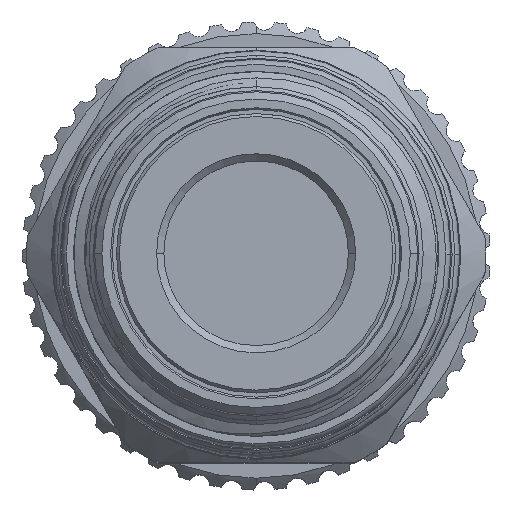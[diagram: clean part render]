
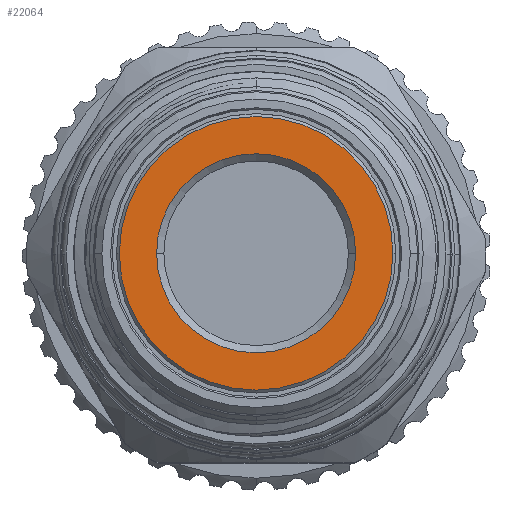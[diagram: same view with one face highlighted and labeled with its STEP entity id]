
A CAD part, top view. The second image highlights one B-rep face of the part: STEP entity #22064.
In plain terms, the highlighted planar face has unit normal (0, 0, 1).
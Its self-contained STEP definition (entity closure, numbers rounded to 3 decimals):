
#517 = EDGE_LOOP ( 'NONE', ( #31827, #9810 ) ) ;
#899 = VERTEX_POINT ( 'NONE', #10231 ) ;
#2669 = EDGE_CURVE ( 'NONE', #3754, #899, #20622, .T. ) ;
#2716 = DIRECTION ( 'NONE',  ( 0., 0., -1. ) ) ;
#3754 = VERTEX_POINT ( 'NONE', #14464 ) ;
#4376 = AXIS2_PLACEMENT_3D ( 'NONE', #25962, #31948, #37415 ) ;
#5937 = DIRECTION ( 'NONE',  ( 0., 0., 1. ) ) ;
#7087 = FACE_BOUND ( 'NONE', #7810, .T. ) ;
#7479 = DIRECTION ( 'NONE',  ( 0., 0., 1. ) ) ;
#7810 = EDGE_LOOP ( 'NONE', ( #13909, #32043 ) ) ;
#9032 = VERTEX_POINT ( 'NONE', #37202 ) ;
#9810 = ORIENTED_EDGE ( 'NONE', *, *, #36183, .T. ) ;
#10231 = CARTESIAN_POINT ( 'NONE',  ( -6.85, 0., 19. ) ) ;
#11343 = AXIS2_PLACEMENT_3D ( 'NONE', #30792, #7479, #36989 ) ;
#11444 = AXIS2_PLACEMENT_3D ( 'NONE', #24821, #27759, #28135 ) ;
#12522 = EDGE_CURVE ( 'NONE', #36321, #9032, #27191, .T. ) ;
#13018 = AXIS2_PLACEMENT_3D ( 'NONE', #14445, #2716, #14195 ) ;
#13909 = ORIENTED_EDGE ( 'NONE', *, *, #28782, .T. ) ;
#13920 = CIRCLE ( 'NONE', #11343, 9.415 ) ;
#14195 = DIRECTION ( 'NONE',  ( 1., 0., 0. ) ) ;
#14445 = CARTESIAN_POINT ( 'NONE',  ( 0., 0., 19. ) ) ;
#14464 = CARTESIAN_POINT ( 'NONE',  ( 6.85, 0., 19. ) ) ;
#14576 = CARTESIAN_POINT ( 'NONE',  ( 0., 0., 19. ) ) ;
#17440 = PLANE ( 'NONE',  #4376 ) ;
#20622 = CIRCLE ( 'NONE', #13018, 6.85 ) ;
#22064 = ADVANCED_FACE ( 'NONE', ( #28948, #7087 ), #17440, .T. ) ;
#24821 = CARTESIAN_POINT ( 'NONE',  ( 0., 0., 19. ) ) ;
#25962 = CARTESIAN_POINT ( 'NONE',  ( 9.615, 0., 19. ) ) ;
#26915 = AXIS2_PLACEMENT_3D ( 'NONE', #14576, #5937, #35085 ) ;
#27191 = CIRCLE ( 'NONE', #26915, 9.415 ) ;
#27759 = DIRECTION ( 'NONE',  ( 0., 0., -1. ) ) ;
#28135 = DIRECTION ( 'NONE',  ( 1., 0., 0. ) ) ;
#28782 = EDGE_CURVE ( 'NONE', #899, #3754, #32355, .T. ) ;
#28948 = FACE_OUTER_BOUND ( 'NONE', #517, .T. ) ;
#30792 = CARTESIAN_POINT ( 'NONE',  ( 0., 0., 19. ) ) ;
#31033 = CARTESIAN_POINT ( 'NONE',  ( 9.415, 0., 19. ) ) ;
#31827 = ORIENTED_EDGE ( 'NONE', *, *, #12522, .T. ) ;
#31948 = DIRECTION ( 'NONE',  ( 0., 0., 1. ) ) ;
#32043 = ORIENTED_EDGE ( 'NONE', *, *, #2669, .T. ) ;
#32355 = CIRCLE ( 'NONE', #11444, 6.85 ) ;
#35085 = DIRECTION ( 'NONE',  ( -1., 0., 0. ) ) ;
#36183 = EDGE_CURVE ( 'NONE', #9032, #36321, #13920, .T. ) ;
#36321 = VERTEX_POINT ( 'NONE', #31033 ) ;
#36989 = DIRECTION ( 'NONE',  ( -1., 0., 0. ) ) ;
#37202 = CARTESIAN_POINT ( 'NONE',  ( -9.415, 0., 19. ) ) ;
#37415 = DIRECTION ( 'NONE',  ( -1., 0., 0. ) ) ;
